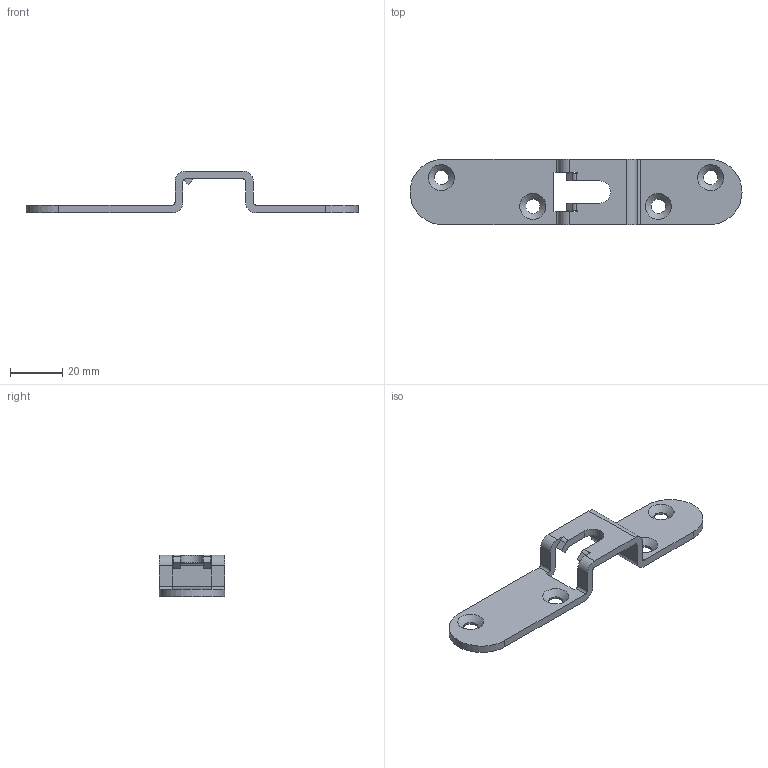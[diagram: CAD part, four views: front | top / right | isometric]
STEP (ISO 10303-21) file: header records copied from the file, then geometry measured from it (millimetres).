
FILE_DESCRIPTION(/* description */ (''),/* implementation_level */ '2;1');
FILE_NAME(/* name */ '11036.stp',/* time_stamp */ '2019-08-30T08:02:58+02:00',/* author */ ('Lionel'),/* organization */ (''),/* preprocessor_version */ 'ST-DEVELOPER v17.2',/* originating_system */ 'Autodesk Inventor 2019',/* authorisation */ '');
FILE_SCHEMA (('AUTOMOTIVE_DESIGN { 1 0 10303 214 3 1 1 }'));
Length unit declared in the file: millimetre
Products named in the file (1): 20812
Bounding box: 127 x 25 x 16 mm (x, y, z)
Volume: 9118 mm3; surface area: 7670.6 mm2
Topology: 1 solids, 1 shells, 54 faces, 168 edges, 114 vertices
Faces by surface type: plane 29, cylinder 21, cone 4
Full cylindrical faces by diameter (mm): 5.5 x4
Entity records: 2013 total; most frequent: CARTESIAN_POINT 337, ORIENTED_EDGE 336, DIRECTION 336, EDGE_CURVE 168, VERTEX_POINT 114, AXIS2_PLACEMENT_3D 113, LINE 110, VECTOR 110
